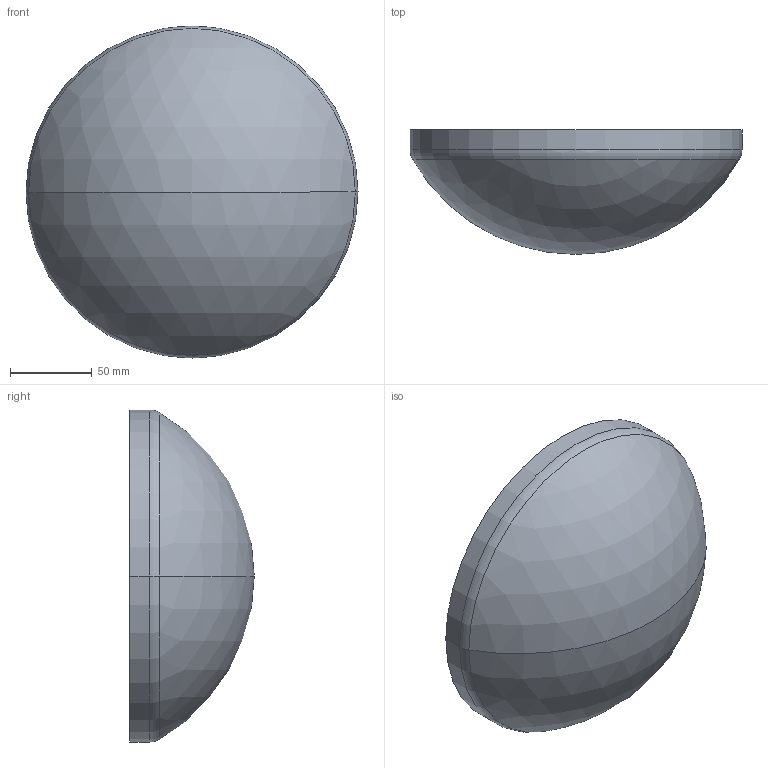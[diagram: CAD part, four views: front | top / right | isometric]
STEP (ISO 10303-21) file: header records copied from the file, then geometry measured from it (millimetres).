
FILE_DESCRIPTION (( 'STEP AP214' ), '1' );
FILE_NAME ('am-4217 Wobble Goal Base r2.STEP', '2020-03-11T18:49:18', ( '' ), ( '' ), 'SwSTEP 2.0', 'SolidWorks 2019', '' );
FILE_SCHEMA (( 'AUTOMOTIVE_DESIGN' ));
Length unit declared in the file: inch
Products named in the file (1): am-4217 Wobble Goal Base r2
Bounding box: 203.2 x 76.2 x 203.2 mm (x, y, z)
Volume: 267501.1 mm3; surface area: 203649.1 mm2
Topology: 1 solids, 1 shells, 302 faces, 849 edges, 562 vertices
Faces by surface type: cylinder 151, plane 94, sphere 38, bspline 13, torus 4, cone 2
Entity records: 11714 total; most frequent: CARTESIAN_POINT 3960, ORIENTED_EDGE 1698, DIRECTION 1581, EDGE_CURVE 849, AXIS2_PLACEMENT_3D 644, VERTEX_POINT 562, CIRCLE 354, EDGE_LOOP 315
